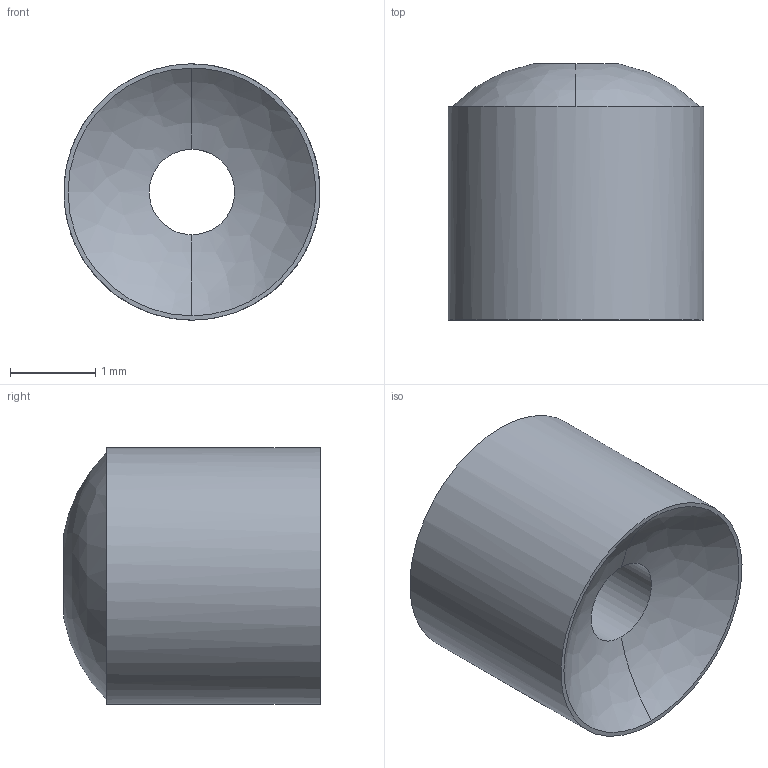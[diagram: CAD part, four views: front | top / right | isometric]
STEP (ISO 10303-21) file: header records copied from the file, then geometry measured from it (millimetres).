
FILE_DESCRIPTION( ( 'STEP AP214' ), '1' );
FILE_NAME( 'CER-4.stp', '2019-04-18T18:10:11', ( '' ), ( '' ), ' ', 'PARTsolutions', ' ' );
FILE_SCHEMA( ( 'AUTOMOTIVE_DESIGN { 1 0 10303 214 1 1 1 1 }' ) );
Length unit declared in the file: millimetre
Products named in the file (2): CER-4; 1
Assembly tree (1 placements, depth 2):
  CER-4
    1
Bounding box: 3 x 3 x 3 mm (x, y, z)
Volume: 15.7 mm3; surface area: 46 mm2
Topology: 1 solids, 1 shells, 8 faces, 18 edges, 12 vertices
Faces by surface type: bspline 6, revolution 2
Entity records: 314 total; most frequent: CARTESIAN_POINT 165, ORIENTED_EDGE 32, EDGE_CURVE 16, EDGE_LOOP 12, VERTEX_POINT 12, FACE_OUTER_BOUND 10, DIRECTION 8, ADVANCED_FACE 8
